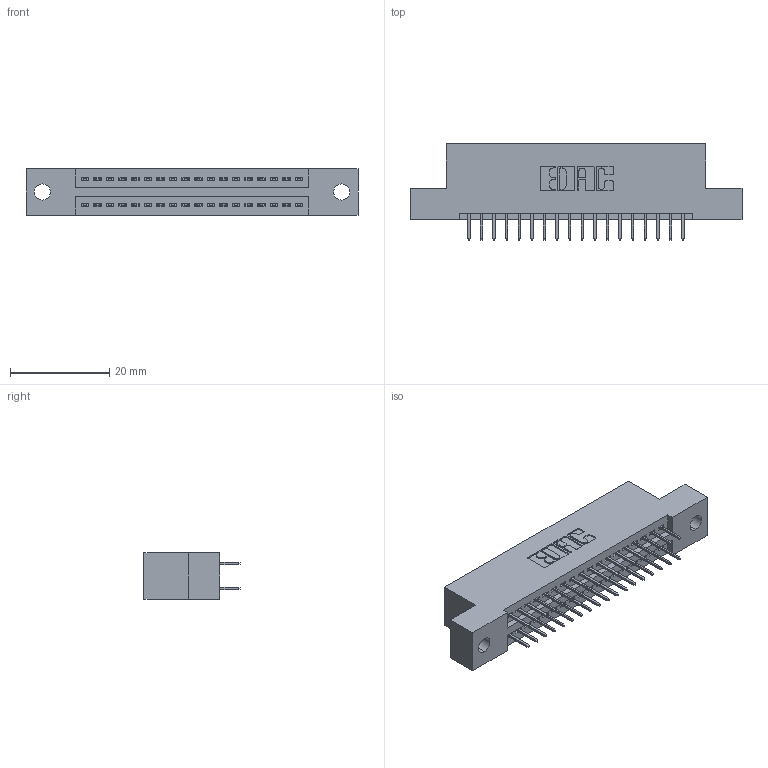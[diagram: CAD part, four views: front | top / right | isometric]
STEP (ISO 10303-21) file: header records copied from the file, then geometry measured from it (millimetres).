
FILE_DESCRIPTION (( 'STEP AP203' ), '1' );
FILE_NAME ('345-036-524-202.STEP', '2018-08-29T10:33:56', ( '' ), ( '' ), 'SwSTEP 2.0', 'SolidWorks 2016', '' );
FILE_SCHEMA (( 'CONFIG_CONTROL_DESIGN' ));
Length unit declared in the file: inch
Products named in the file (3): 345-292-001_345-293-124; 345-036-524-202; 345 Part_Flush Mounting Lugs - 0.128 Dia
Assembly tree (37 placements, depth 2):
  345-036-524-202
    345 Part_Flush Mounting Lugs - 0.128 Dia
    345-292-001_345-293-124  x36
Bounding box: 66.93 x 19.35 x 9.4 mm (x, y, z)
Volume: 6187.6 mm3; surface area: 8265 mm2
Topology: 37 solids, 37 shells, 2070 faces, 5849 edges, 3754 vertices
Faces by surface type: plane 1484, cylinder 586
Entity records: 17431 total; most frequent: CARTESIAN_POINT 2944, ORIENTED_EDGE 2878, DIRECTION 2627, EDGE_CURVE 1439, VECTOR 1239, LINE 1239, VERTEX_POINT 954, AXIS2_PLACEMENT_3D 694
